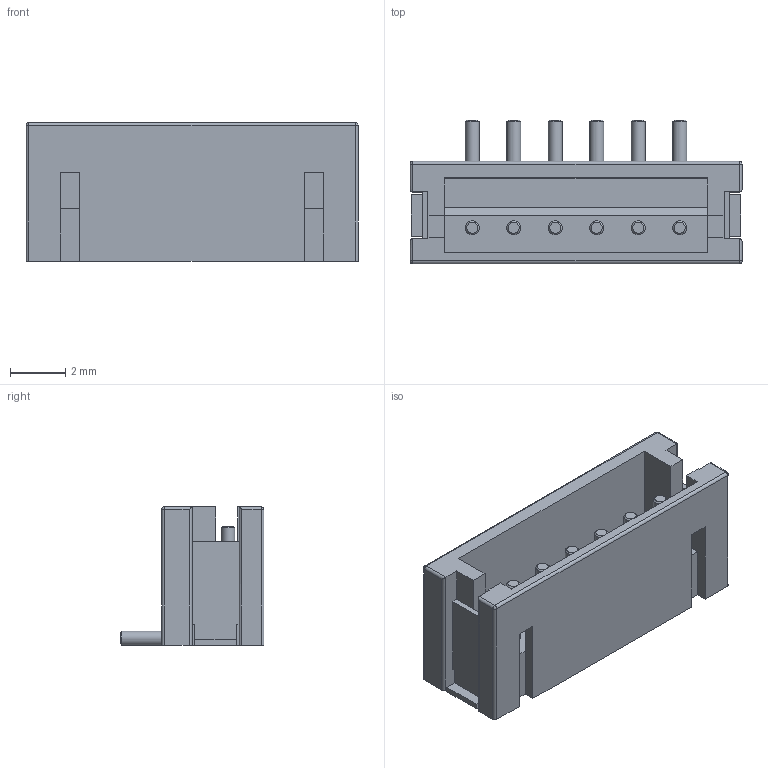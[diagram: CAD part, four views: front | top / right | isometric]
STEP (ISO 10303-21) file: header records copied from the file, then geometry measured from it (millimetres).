
FILE_DESCRIPTION(/* description */ (''),/* implementation_level */ '2;1');
FILE_NAME(/* name */ '1.stp',/* time_stamp */ '2019-04-05T20:13:19+02:00',/* author */ ('karim'),/* organization */ (''),/* preprocessor_version */ 'ST-DEVELOPER v15.6',/* originating_system */ 'Autodesk Inventor 2015',/* authorisation */ '');
FILE_SCHEMA (('AUTOMOTIVE_DESIGN { 1 0 10303 214 3 1 1 }'));
Length unit declared in the file: millimetre
Products named in the file (5): 1; 2; 3; 5
Bounding box: 12 x 5.2 x 5 mm (x, y, z)
Volume: 131.7 mm3; surface area: 404.7 mm2
Topology: 15 solids, 15 shells, 124 faces, 270 edges, 172 vertices
Faces by surface type: plane 82, cylinder 26, cone 12, sphere 4
Full cylindrical faces by diameter (mm): 0.5 x12
Entity records: 3364 total; most frequent: DIRECTION 566, CARTESIAN_POINT 539, ORIENTED_EDGE 480, EDGE_CURVE 240, AXIS2_PLACEMENT_3D 193, LINE 180, VECTOR 180, VERTEX_POINT 166
